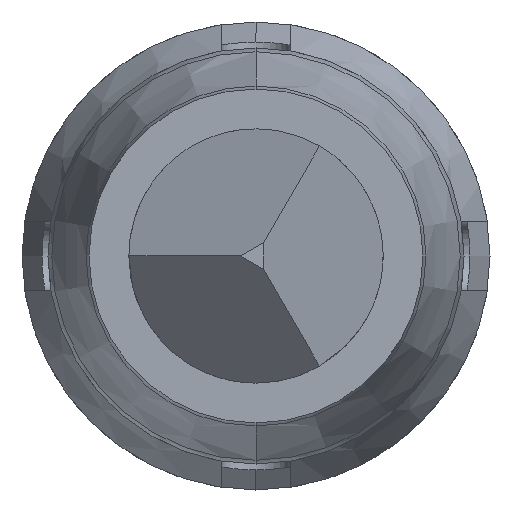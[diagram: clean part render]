
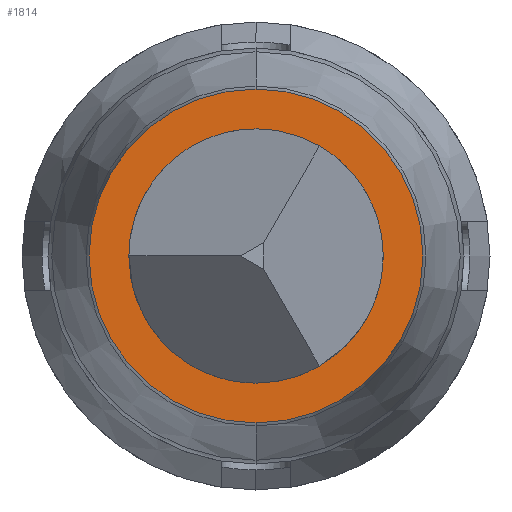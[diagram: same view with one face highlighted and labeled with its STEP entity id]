
A CAD part, front view. The second image highlights one B-rep face of the part: STEP entity #1814.
In plain terms, the highlighted planar face has unit normal (0, -1, 0).
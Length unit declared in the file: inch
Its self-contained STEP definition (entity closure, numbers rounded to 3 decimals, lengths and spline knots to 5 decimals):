
#54 = ORIENTED_EDGE ( 'NONE', *, *, #2167, .T. ) ;
#58 = DIRECTION ( 'NONE',  ( 0., 0., 1. ) ) ;
#75 = DIRECTION ( 'NONE',  ( 0., 1., 0. ) ) ;
#90 = CARTESIAN_POINT ( 'NONE',  ( 0., 0.15, 0. ) ) ;
#232 = DIRECTION ( 'NONE',  ( 0., 0., 1. ) ) ;
#358 = VERTEX_POINT ( 'NONE', #3644 ) ;
#596 = DIRECTION ( 'NONE',  ( 0., 1., 0. ) ) ;
#616 = ORIENTED_EDGE ( 'NONE', *, *, #972, .F. ) ;
#713 = FACE_OUTER_BOUND ( 'NONE', #2422, .T. ) ;
#759 = CIRCLE ( 'NONE', #3880, 0.011 ) ;
#972 = EDGE_CURVE ( 'NONE', #981, #358, #3233, .T. ) ;
#981 = VERTEX_POINT ( 'NONE', #3888 ) ;
#1316 = FACE_BOUND ( 'NONE', #3498, .T. ) ;
#1336 = CARTESIAN_POINT ( 'NONE',  ( 0., 0.15, 0. ) ) ;
#1670 = DIRECTION ( 'NONE',  ( 0., 0., 1. ) ) ;
#1734 = AXIS2_PLACEMENT_3D ( 'NONE', #3871, #3859, #3855 ) ;
#1735 = AXIS2_PLACEMENT_3D ( 'NONE', #90, #75, #58 ) ;
#1760 = AXIS2_PLACEMENT_3D ( 'NONE', #2352, #2194, #2162 ) ;
#1777 = ORIENTED_EDGE ( 'NONE', *, *, #3548, .T. ) ;
#1814 = ADVANCED_FACE ( 'NONE', ( #1316, #713 ), #2752, .T. ) ;
#2162 = DIRECTION ( 'NONE',  ( 0., 0., -1. ) ) ;
#2167 = EDGE_CURVE ( 'NONE', #3837, #3955, #4310, .T. ) ;
#2194 = DIRECTION ( 'NONE',  ( 0., -1., 0. ) ) ;
#2352 = CARTESIAN_POINT ( 'NONE',  ( -0.01445, 0.15, 0. ) ) ;
#2375 = EDGE_CURVE ( 'NONE', #358, #981, #2434, .T. ) ;
#2422 = EDGE_LOOP ( 'NONE', ( #616, #2947 ) ) ;
#2434 = CIRCLE ( 'NONE', #3216, 0.01445 ) ;
#2501 = CARTESIAN_POINT ( 'NONE',  ( 0., 0.15, 0.011 ) ) ;
#2752 = PLANE ( 'NONE',  #1760 ) ;
#2947 = ORIENTED_EDGE ( 'NONE', *, *, #2375, .F. ) ;
#3173 = CARTESIAN_POINT ( 'NONE',  ( 0., 0.15, -0.011 ) ) ;
#3216 = AXIS2_PLACEMENT_3D ( 'NONE', #3568, #596, #232 ) ;
#3233 = CIRCLE ( 'NONE', #1734, 0.01445 ) ;
#3498 = EDGE_LOOP ( 'NONE', ( #54, #1777 ) ) ;
#3548 = EDGE_CURVE ( 'NONE', #3955, #3837, #759, .T. ) ;
#3568 = CARTESIAN_POINT ( 'NONE',  ( 0., 0.15, 0. ) ) ;
#3644 = CARTESIAN_POINT ( 'NONE',  ( 0., 0.15, -0.01445 ) ) ;
#3666 = DIRECTION ( 'NONE',  ( 0., 1., 0. ) ) ;
#3837 = VERTEX_POINT ( 'NONE', #2501 ) ;
#3855 = DIRECTION ( 'NONE',  ( 0., 0., 1. ) ) ;
#3859 = DIRECTION ( 'NONE',  ( 0., 1., 0. ) ) ;
#3871 = CARTESIAN_POINT ( 'NONE',  ( 0., 0.15, 0. ) ) ;
#3880 = AXIS2_PLACEMENT_3D ( 'NONE', #1336, #3666, #1670 ) ;
#3888 = CARTESIAN_POINT ( 'NONE',  ( 0., 0.15, 0.01445 ) ) ;
#3955 = VERTEX_POINT ( 'NONE', #3173 ) ;
#4310 = CIRCLE ( 'NONE', #1735, 0.011 ) ;
